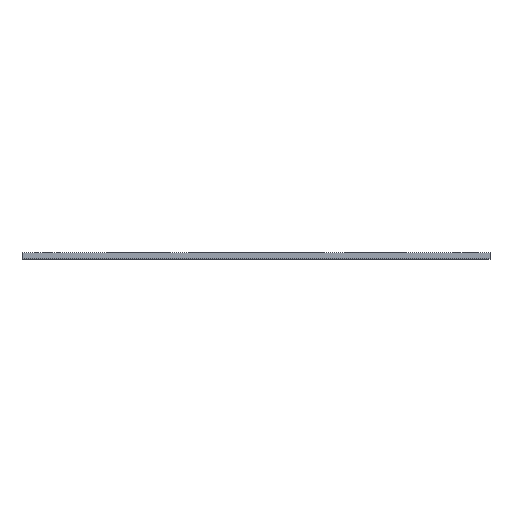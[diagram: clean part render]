
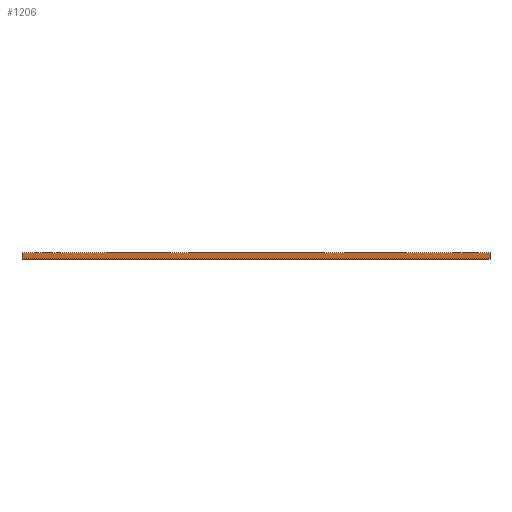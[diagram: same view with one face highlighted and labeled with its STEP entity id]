
A CAD part, top view. The second image highlights one B-rep face of the part: STEP entity #1206.
In plain terms, the highlighted planar face has unit normal (0, 0, 1).
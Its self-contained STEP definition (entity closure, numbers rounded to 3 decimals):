
#65=PLANE('',#1325);
#124=FACE_OUTER_BOUND('',#183,.T.);
#183=EDGE_LOOP('',(#1003,#1004,#1005,#1006));
#322=LINE('',#1994,#447);
#323=LINE('',#1997,#448);
#324=LINE('',#1999,#449);
#325=LINE('',#2000,#450);
#447=VECTOR('',#1648,10.);
#448=VECTOR('',#1651,10.);
#449=VECTOR('',#1652,10.);
#450=VECTOR('',#1653,10.);
#610=VERTEX_POINT('',#1990);
#611=VERTEX_POINT('',#1992);
#612=VERTEX_POINT('',#1996);
#613=VERTEX_POINT('',#1998);
#778=EDGE_CURVE('',#610,#611,#322,.T.);
#779=EDGE_CURVE('',#612,#610,#323,.T.);
#780=EDGE_CURVE('',#613,#611,#324,.T.);
#781=EDGE_CURVE('',#612,#613,#325,.T.);
#1003=ORIENTED_EDGE('',*,*,#779,.T.);
#1004=ORIENTED_EDGE('',*,*,#778,.T.);
#1005=ORIENTED_EDGE('',*,*,#780,.F.);
#1006=ORIENTED_EDGE('',*,*,#781,.F.);
#1206=ADVANCED_FACE('',(#124),#65,.T.);
#1325=AXIS2_PLACEMENT_3D('',#1995,#1649,#1650);
#1648=DIRECTION('',(0.,1.,0.));
#1649=DIRECTION('center_axis',(0.,0.,1.));
#1650=DIRECTION('ref_axis',(1.,0.,0.));
#1651=DIRECTION('',(1.,0.,0.));
#1652=DIRECTION('',(1.,0.,0.));
#1653=DIRECTION('',(0.,1.,0.));
#1990=CARTESIAN_POINT('',(273.326,13.155,312.747));
#1992=CARTESIAN_POINT('',(273.326,14.655,312.747));
#1994=CARTESIAN_POINT('',(273.326,13.155,312.747));
#1995=CARTESIAN_POINT('Origin',(160.024,13.155,312.747));
#1996=CARTESIAN_POINT('',(160.024,13.155,312.747));
#1997=CARTESIAN_POINT('',(160.024,13.155,312.747));
#1998=CARTESIAN_POINT('',(160.024,14.655,312.747));
#1999=CARTESIAN_POINT('',(160.024,14.655,312.747));
#2000=CARTESIAN_POINT('',(160.024,13.155,312.747));
